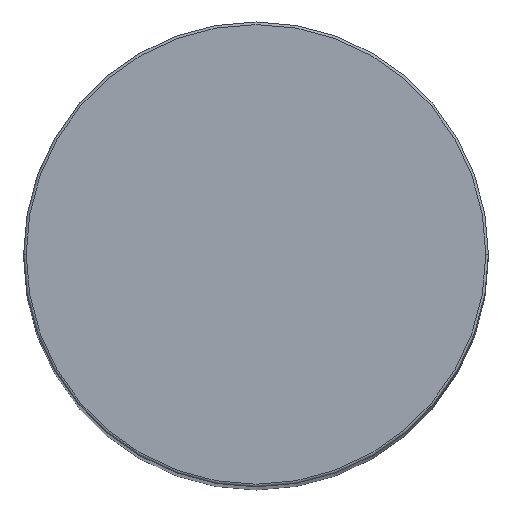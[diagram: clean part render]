
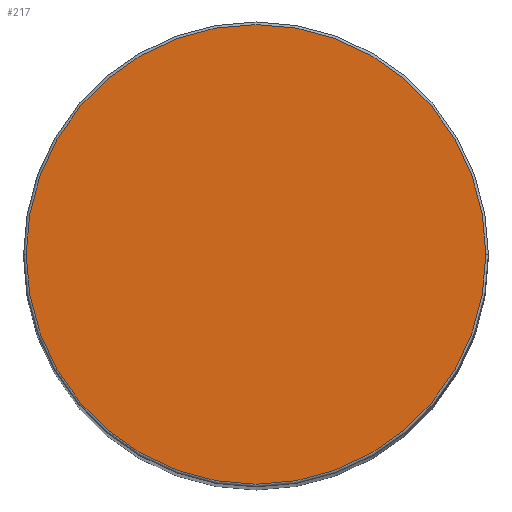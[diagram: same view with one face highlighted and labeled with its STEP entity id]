
A CAD part, top view. The second image highlights one B-rep face of the part: STEP entity #217.
In plain terms, the highlighted planar face has unit normal (0, 0, 1).
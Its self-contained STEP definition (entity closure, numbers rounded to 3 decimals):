
#77=CARTESIAN_POINT('',(0.,0.,70.));
#78=DIRECTION('',(0.,0.,1.));
#79=DIRECTION('',(-1.,0.,0.));
#80=AXIS2_PLACEMENT_3D('',#77,#78,#79);
#82=CARTESIAN_POINT('',(0.,0.,70.));
#83=DIRECTION('',(0.,0.,1.));
#84=DIRECTION('',(1.,0.,0.));
#85=AXIS2_PLACEMENT_3D('',#82,#83,#84);
#163=CARTESIAN_POINT('',(-8.9,0.,70.));
#164=CARTESIAN_POINT('',(8.9,0.,70.));
#165=VERTEX_POINT('',#163);
#166=VERTEX_POINT('',#164);
#206=CARTESIAN_POINT('',(0.,0.,70.));
#207=DIRECTION('',(0.,0.,1.));
#208=DIRECTION('',(1.,0.,0.));
#209=AXIS2_PLACEMENT_3D('',#206,#207,#208);
#210=PLANE('',#209);
#212=ORIENTED_EDGE('',*,*,#211,.F.);
#214=ORIENTED_EDGE('',*,*,#213,.F.);
#215=EDGE_LOOP('',(#212,#214));
#216=FACE_OUTER_BOUND('',#215,.F.);
#217=ADVANCED_FACE('',(#216),#210,.T.);
#81=CIRCLE('',#80,8.9);
#86=CIRCLE('',#85,8.9);
#211=EDGE_CURVE('',#165,#166,#81,.T.);
#213=EDGE_CURVE('',#166,#165,#86,.T.);
